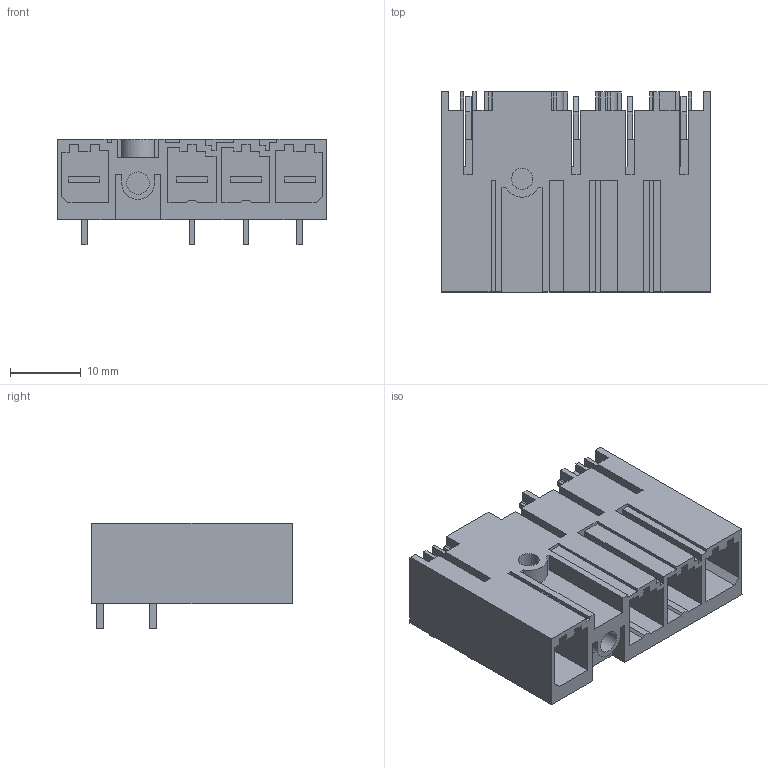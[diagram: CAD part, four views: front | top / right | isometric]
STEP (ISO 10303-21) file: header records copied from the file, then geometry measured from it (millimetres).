
FILE_DESCRIPTION(('CATIA V5 STEP Exchange','CAx-IF Rec.Pracs.--- Model Styling and Organization---1.2---2011-12-15'),'2;1');
FILE_NAME ('D1449461_1_1156580000_1156580000.stp','2018-03-01T11:57:01+00:00',('none'),('Weidmueller'),'CATIA Version 5-6 Release 2014','CATIA V5 STEP AP214','none');
FILE_SCHEMA(('AUTOMOTIVE_DESIGN { 1 0 10303 214 1 1 1 1 }'));
Length unit declared in the file: millimetre
Products named in the file (1): 1156580000
Bounding box: 38.1 x 28.3 x 14.9 mm (x, y, z)
Volume: 6869.4 mm3; surface area: 8614.7 mm2
Topology: 5 solids, 5 shells, 379 faces, 1097 edges, 737 vertices
Faces by surface type: plane 344, cylinder 35
Entity records: 12180 total; most frequent: ORIENTED_EDGE 2194, CARTESIAN_POINT 2157, DIRECTION 1690, EDGE_CURVE 1097, VECTOR 1021, LINE 1021, VERTEX_POINT 737, EDGE_LOOP 396
